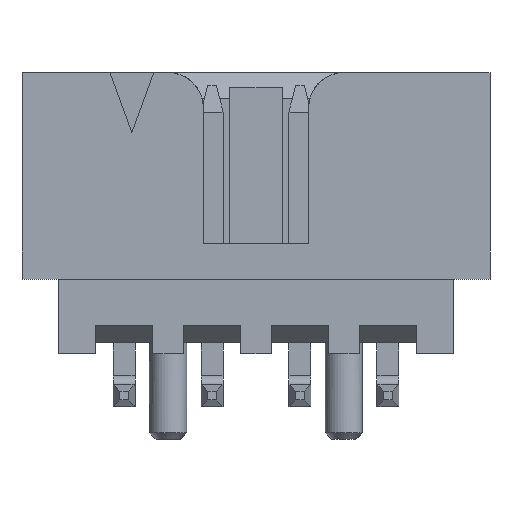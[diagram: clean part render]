
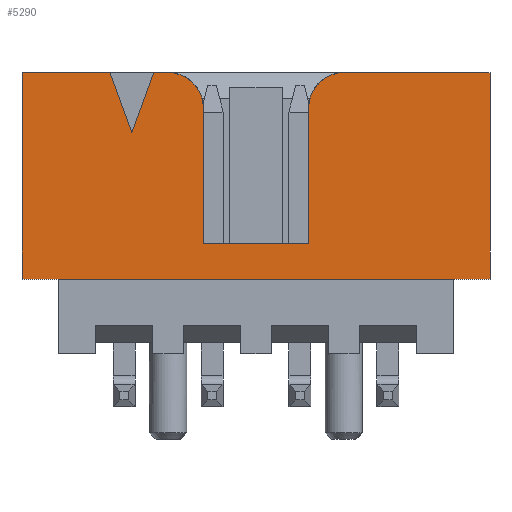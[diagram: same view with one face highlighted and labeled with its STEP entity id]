
A CAD part, front view. The second image highlights one B-rep face of the part: STEP entity #5290.
In plain terms, the highlighted planar face has unit normal (0, -1, 0).
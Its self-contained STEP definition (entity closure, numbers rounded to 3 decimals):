
#87=CIRCLE($,#5681,0.8);
#88=CIRCLE($,#5682,0.8);
#258=FACE_OUTER_BOUND($,#574,.T.);
#574=EDGE_LOOP($,(#4118,#4119,#4120,#4121,#4122,#4123,#4124,#4125,#4126,
#4127,#4128,#4129,#4130));
#985=LINE($,#7854,#1683);
#999=LINE($,#7883,#1697);
#1008=LINE($,#7902,#1706);
#1013=LINE($,#7910,#1711);
#1019=LINE($,#7922,#1717);
#1068=LINE($,#8019,#1766);
#1145=LINE($,#8198,#1843);
#1147=LINE($,#8203,#1845);
#1148=LINE($,#8206,#1846);
#1149=LINE($,#8208,#1847);
#1150=LINE($,#8210,#1848);
#1683=VECTOR($,#6399,4.7);
#1697=VECTOR($,#6419,3.325);
#1706=VECTOR($,#6430,0.325);
#1711=VECTOR($,#6435,2.);
#1717=VECTOR($,#6443,4.7);
#1766=VECTOR($,#6498,2.4);
#1843=VECTOR($,#6639,10.65);
#1845=VECTOR($,#6645,1.462);
#1846=VECTOR($,#6648,3.1);
#1847=VECTOR($,#6649,3.1);
#1848=VECTOR($,#6652,1.462);
#2316=VERTEX_POINT($,#7851);
#2317=VERTEX_POINT($,#7853);
#2328=VERTEX_POINT($,#7881);
#2329=VERTEX_POINT($,#7882);
#2334=VERTEX_POINT($,#7894);
#2337=VERTEX_POINT($,#7899);
#2338=VERTEX_POINT($,#7901);
#2346=VERTEX_POINT($,#7921);
#2390=VERTEX_POINT($,#8016);
#2391=VERTEX_POINT($,#8018);
#2462=VERTEX_POINT($,#8202);
#2463=VERTEX_POINT($,#8204);
#2464=VERTEX_POINT($,#8207);
#2889=EDGE_CURVE($,#2317,#2316,#985,.T.);
#2903=EDGE_CURVE($,#2328,#2329,#999,.T.);
#2912=EDGE_CURVE($,#2338,#2337,#1008,.T.);
#2917=EDGE_CURVE($,#2334,#2317,#1013,.T.);
#2923=EDGE_CURVE($,#2346,#2328,#1019,.T.);
#2972=EDGE_CURVE($,#2390,#2391,#1068,.T.);
#3061=EDGE_CURVE($,#2316,#2346,#1145,.T.);
#3063=EDGE_CURVE($,#2334,#2462,#1147,.T.);
#3064=EDGE_CURVE($,#2329,#2463,#87,.T.);
#3065=EDGE_CURVE($,#2391,#2463,#1148,.T.);
#3066=EDGE_CURVE($,#2464,#2390,#1149,.T.);
#3067=EDGE_CURVE($,#2464,#2338,#88,.T.);
#3068=EDGE_CURVE($,#2462,#2337,#1150,.T.);
#4118=ORIENTED_EDGE($,*,*,#3063,.F.);
#4119=ORIENTED_EDGE($,*,*,#2917,.T.);
#4120=ORIENTED_EDGE($,*,*,#2889,.T.);
#4121=ORIENTED_EDGE($,*,*,#3061,.T.);
#4122=ORIENTED_EDGE($,*,*,#2923,.T.);
#4123=ORIENTED_EDGE($,*,*,#2903,.T.);
#4124=ORIENTED_EDGE($,*,*,#3064,.T.);
#4125=ORIENTED_EDGE($,*,*,#3065,.F.);
#4126=ORIENTED_EDGE($,*,*,#2972,.F.);
#4127=ORIENTED_EDGE($,*,*,#3066,.F.);
#4128=ORIENTED_EDGE($,*,*,#3067,.T.);
#4129=ORIENTED_EDGE($,*,*,#2912,.T.);
#4130=ORIENTED_EDGE($,*,*,#3068,.F.);
#4981=PLANE($,#5680);
#5290=ADVANCED_FACE($,(#258),#4981,.T.);
#5680=AXIS2_PLACEMENT_3D($,#8201,#6643,#6644);
#5681=AXIS2_PLACEMENT_3D($,#8205,#6646,#6647);
#5682=AXIS2_PLACEMENT_3D($,#8209,#6650,#6651);
#6399=DIRECTION($,(0.,0.,-1.));
#6419=DIRECTION($,(-1.,0.,0.));
#6430=DIRECTION($,(-1.,0.,0.));
#6435=DIRECTION($,(-1.,0.,0.));
#6443=DIRECTION($,(0.,0.,1.));
#6498=DIRECTION($,(1.,0.,0.));
#6639=DIRECTION($,(1.,0.,0.));
#6643=DIRECTION('center_axis',(0.,-1.,0.));
#6644=DIRECTION('ref_axis',(1.,0.,0.));
#6645=DIRECTION($,(0.342,0.,-0.94));
#6646=DIRECTION('center_axis',(0.,-1.,0.));
#6647=DIRECTION('ref_axis',(0.,0.,1.));
#6648=DIRECTION($,(0.,0.,1.));
#6649=DIRECTION($,(0.,0.,-1.));
#6650=DIRECTION('center_axis',(0.,-1.,0.));
#6651=DIRECTION('ref_axis',(1.,0.,0.));
#6652=DIRECTION($,(0.342,0.,0.94));
#7851=CARTESIAN_POINT('',(-5.325,-3.15,2.9));
#7853=CARTESIAN_POINT('',(-5.325,-3.15,7.6));
#7854=CARTESIAN_POINT($,(-5.325,-3.15,7.6));
#7881=CARTESIAN_POINT('',(5.325,-3.15,7.6));
#7882=CARTESIAN_POINT('',(2.,-3.15,7.6));
#7883=CARTESIAN_POINT($,(5.325,-3.15,7.6));
#7894=CARTESIAN_POINT('',(-3.325,-3.15,7.6));
#7899=CARTESIAN_POINT('',(-2.325,-3.15,7.6));
#7901=CARTESIAN_POINT('',(-2.,-3.15,7.6));
#7902=CARTESIAN_POINT($,(-2.,-3.15,7.6));
#7910=CARTESIAN_POINT($,(-3.325,-3.15,7.6));
#7921=CARTESIAN_POINT('',(5.325,-3.15,2.9));
#7922=CARTESIAN_POINT($,(5.325,-3.15,2.9));
#8016=CARTESIAN_POINT('',(-1.2,-3.15,3.7));
#8018=CARTESIAN_POINT('',(1.2,-3.15,3.7));
#8019=CARTESIAN_POINT($,(-1.2,-3.15,3.7));
#8198=CARTESIAN_POINT($,(-5.325,-3.15,2.9));
#8201=CARTESIAN_POINT('Origin',(0.,-3.15,4.4));
#8202=CARTESIAN_POINT('',(-2.825,-3.15,6.226));
#8203=CARTESIAN_POINT($,(-3.325,-3.15,7.6));
#8204=CARTESIAN_POINT('',(1.2,-3.15,6.8));
#8205=CARTESIAN_POINT('Origin',(2.,-3.15,6.8));
#8206=CARTESIAN_POINT($,(1.2,-3.15,3.7));
#8207=CARTESIAN_POINT('',(-1.2,-3.15,6.8));
#8208=CARTESIAN_POINT($,(-1.2,-3.15,6.8));
#8209=CARTESIAN_POINT('Origin',(-2.,-3.15,6.8));
#8210=CARTESIAN_POINT($,(-2.825,-3.15,6.226));
